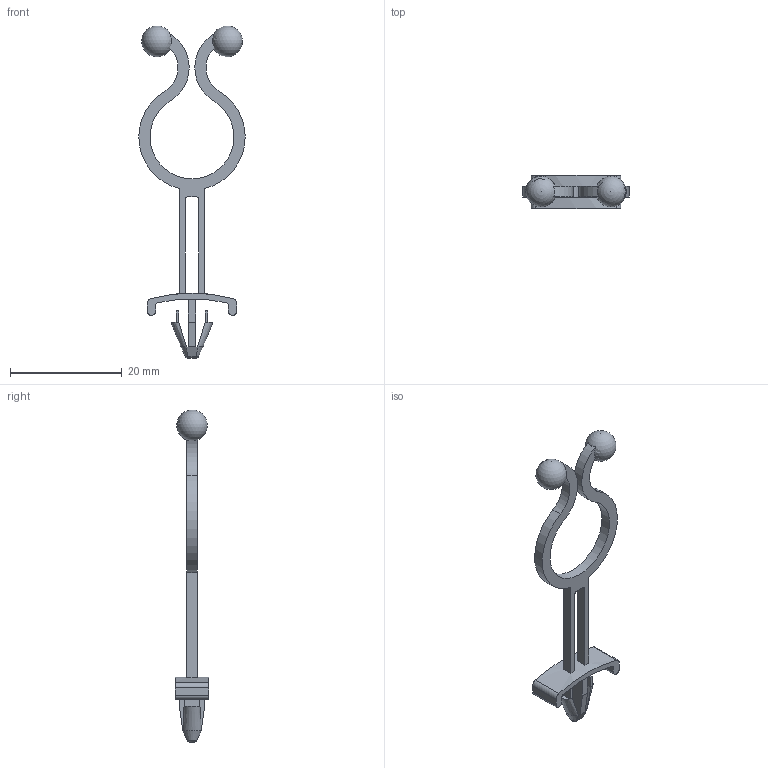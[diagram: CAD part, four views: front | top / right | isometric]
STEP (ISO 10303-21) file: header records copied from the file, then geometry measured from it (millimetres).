
FILE_DESCRIPTION(/* description */ ('Unknown'),/* implementation_level */ '2;1');
FILE_NAME(/* name */ '520406000',/* time_stamp */ '2019-01-14T13:04:38+01:00',/* author */ ('Unknown'),/* organization */ ('Unknown'),/* preprocessor_version */ 'ST-DEVELOPER v16.7',/* originating_system */ 'DEX',/* authorisation */ $);
FILE_SCHEMA (('AUTOMOTIVE_DESIGN {1 0 10303 214 3 1 1}'));
Length unit declared in the file: millimetre
Products named in the file (1): 520406000
Bounding box: 19 x 5.9 x 59.3 mm (x, y, z)
Volume: 721.9 mm3; surface area: 1407.6 mm2
Topology: 1 solids, 1 shells, 73 faces, 188 edges, 116 vertices
Faces by surface type: plane 46, cylinder 19, bspline 2, cone 2, sphere 2, torus 2
Entity records: 2336 total; most frequent: CARTESIAN_POINT 560, DIRECTION 366, ORIENTED_EDGE 364, EDGE_CURVE 182, AXIS2_PLACEMENT_3D 128, VERTEX_POINT 112, LINE 110, VECTOR 110
